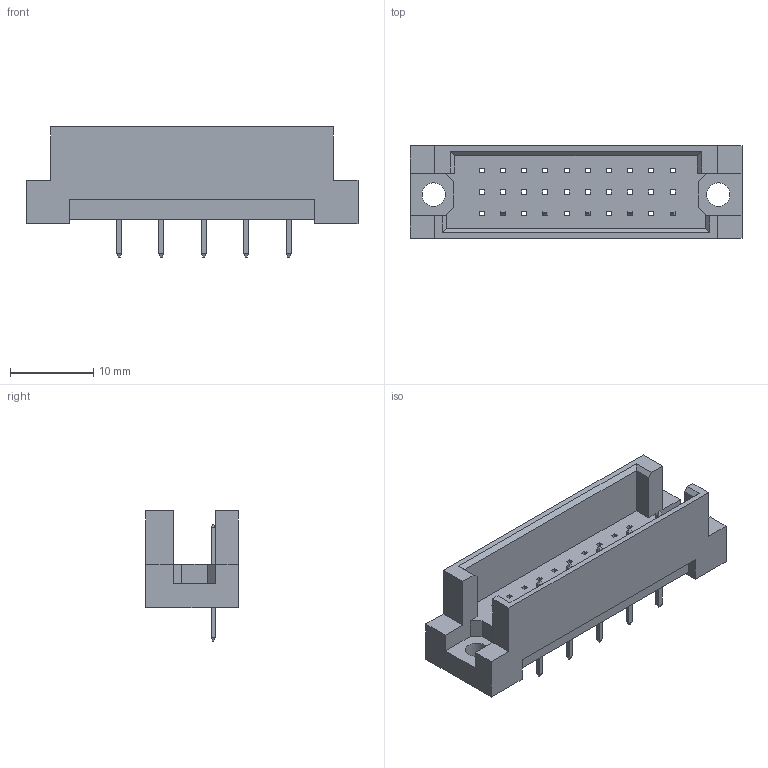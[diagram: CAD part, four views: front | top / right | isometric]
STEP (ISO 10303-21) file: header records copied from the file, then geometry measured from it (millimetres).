
FILE_DESCRIPTION (( 'STEP AP203' ), '1' );
FILE_NAME ('493-105-321-121.STEP', '2019-11-11T17:55:55', ( '' ), ( '' ), 'SwSTEP 2.0', 'SolidWorks 2020', '' );
FILE_SCHEMA (( 'CONFIG_CONTROL_DESIGN' ));
Length unit declared in the file: millimetre
Products named in the file (3): 493-290_21; 493 Part_30; 493-105-321-121
Assembly tree (6 placements, depth 2):
  493-105-321-121
    493 Part_30
    493-290_21  x5
Bounding box: 39.8 x 11.1 x 15.6 mm (x, y, z)
Volume: 2393.6 mm3; surface area: 2889.9 mm2
Topology: 6 solids, 6 shells, 242 faces, 646 edges, 416 vertices
Faces by surface type: plane 238, cylinder 4
Entity records: 6511 total; most frequent: CARTESIAN_POINT 1081, ORIENTED_EDGE 1068, DIRECTION 932, EDGE_CURVE 534, LINE 526, VECTOR 526, VERTEX_POINT 352, EDGE_LOOP 250
